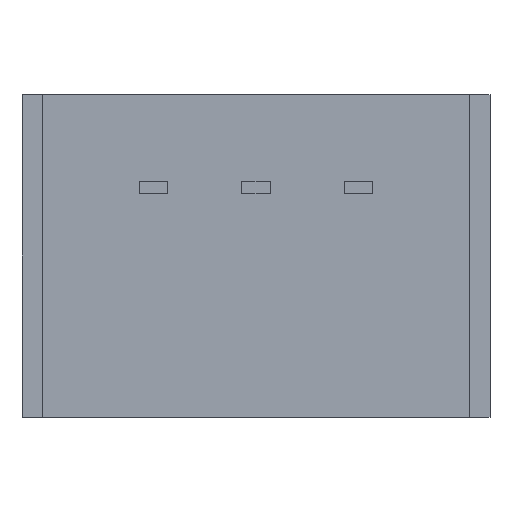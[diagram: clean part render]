
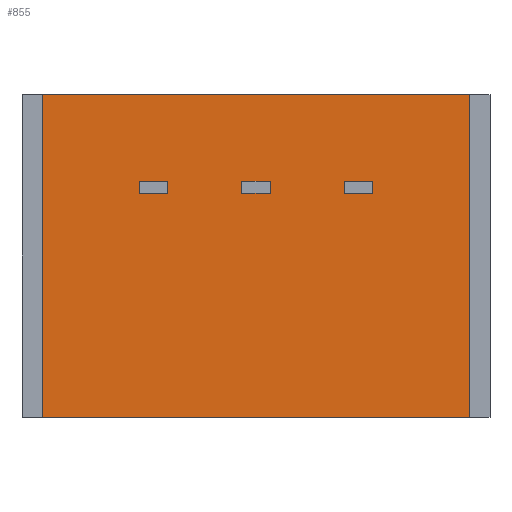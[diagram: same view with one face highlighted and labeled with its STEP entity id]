
A CAD part, front view. The second image highlights one B-rep face of the part: STEP entity #855.
In plain terms, the highlighted planar face has unit normal (0, -1, 0).
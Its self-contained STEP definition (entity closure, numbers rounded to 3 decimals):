
#192=DIRECTION('',(1.,0.,0.));
#193=VECTOR('',#192,10.6);
#194=CARTESIAN_POINT('',(-5.3,0.5,4.));
#195=LINE('',#194,#193);
#236=DIRECTION('',(0.,0.,1.));
#237=VECTOR('',#236,8.);
#238=CARTESIAN_POINT('',(5.3,0.5,-4.));
#239=LINE('',#238,#237);
#243=DIRECTION('',(0.,0.,-1.));
#244=VECTOR('',#243,8.);
#245=CARTESIAN_POINT('',(-5.3,0.5,4.));
#246=LINE('',#245,#244);
#250=DIRECTION('',(0.,0.,-1.));
#251=VECTOR('',#250,0.3);
#252=CARTESIAN_POINT('',(-2.89,0.5,1.85));
#253=LINE('',#252,#251);
#257=DIRECTION('',(1.,0.,0.));
#258=VECTOR('',#257,0.7);
#259=CARTESIAN_POINT('',(-2.89,0.5,1.55));
#260=LINE('',#259,#258);
#264=DIRECTION('',(0.,0.,1.));
#265=VECTOR('',#264,0.3);
#266=CARTESIAN_POINT('',(-2.19,0.5,1.55));
#267=LINE('',#266,#265);
#271=DIRECTION('',(-1.,0.,0.));
#272=VECTOR('',#271,0.7);
#273=CARTESIAN_POINT('',(-2.19,0.5,1.85));
#274=LINE('',#273,#272);
#278=DIRECTION('',(-1.,0.,0.));
#279=VECTOR('',#278,0.7);
#280=CARTESIAN_POINT('',(2.89,0.5,1.85));
#281=LINE('',#280,#279);
#285=DIRECTION('',(0.,0.,-1.));
#286=VECTOR('',#285,0.3);
#287=CARTESIAN_POINT('',(2.19,0.5,1.85));
#288=LINE('',#287,#286);
#292=DIRECTION('',(1.,0.,0.));
#293=VECTOR('',#292,0.7);
#294=CARTESIAN_POINT('',(2.19,0.5,1.55));
#295=LINE('',#294,#293);
#299=DIRECTION('',(0.,0.,1.));
#300=VECTOR('',#299,0.3);
#301=CARTESIAN_POINT('',(2.89,0.5,1.55));
#302=LINE('',#301,#300);
#306=DIRECTION('',(0.,0.,-1.));
#307=VECTOR('',#306,0.3);
#308=CARTESIAN_POINT('',(-0.35,0.5,1.85));
#309=LINE('',#308,#307);
#313=DIRECTION('',(1.,0.,0.));
#314=VECTOR('',#313,0.7);
#315=CARTESIAN_POINT('',(-0.35,0.5,1.55));
#316=LINE('',#315,#314);
#320=DIRECTION('',(0.,0.,1.));
#321=VECTOR('',#320,0.3);
#322=CARTESIAN_POINT('',(0.35,0.5,1.55));
#323=LINE('',#322,#321);
#327=DIRECTION('',(-1.,0.,0.));
#328=VECTOR('',#327,0.7);
#329=CARTESIAN_POINT('',(0.35,0.5,1.85));
#330=LINE('',#329,#328);
#334=DIRECTION('',(1.,0.,0.));
#335=VECTOR('',#334,10.6);
#336=CARTESIAN_POINT('',(-5.3,0.5,-4.));
#337=LINE('',#336,#335);
#626=CARTESIAN_POINT('',(-5.3,0.5,4.));
#627=CARTESIAN_POINT('',(5.3,0.5,4.));
#628=VERTEX_POINT('',#626);
#629=VERTEX_POINT('',#627);
#630=CARTESIAN_POINT('',(-5.3,0.5,-4.));
#631=CARTESIAN_POINT('',(5.3,0.5,-4.));
#632=VERTEX_POINT('',#630);
#633=VERTEX_POINT('',#631);
#642=CARTESIAN_POINT('',(-2.89,0.5,1.85));
#643=CARTESIAN_POINT('',(-2.89,0.5,1.55));
#644=VERTEX_POINT('',#642);
#645=VERTEX_POINT('',#643);
#646=CARTESIAN_POINT('',(-2.19,0.5,1.55));
#647=VERTEX_POINT('',#646);
#648=CARTESIAN_POINT('',(-2.19,0.5,1.85));
#649=VERTEX_POINT('',#648);
#658=CARTESIAN_POINT('',(2.89,0.5,1.85));
#659=CARTESIAN_POINT('',(2.19,0.5,1.85));
#660=VERTEX_POINT('',#658);
#661=VERTEX_POINT('',#659);
#662=CARTESIAN_POINT('',(2.19,0.5,1.55));
#663=VERTEX_POINT('',#662);
#664=CARTESIAN_POINT('',(2.89,0.5,1.55));
#665=VERTEX_POINT('',#664);
#674=CARTESIAN_POINT('',(-0.35,0.5,1.85));
#675=CARTESIAN_POINT('',(-0.35,0.5,1.55));
#676=VERTEX_POINT('',#674);
#677=VERTEX_POINT('',#675);
#678=CARTESIAN_POINT('',(0.35,0.5,1.55));
#679=VERTEX_POINT('',#678);
#680=CARTESIAN_POINT('',(0.35,0.5,1.85));
#681=VERTEX_POINT('',#680);
#812=CARTESIAN_POINT('',(0.,0.5,0.));
#813=DIRECTION('',(0.,-1.,0.));
#814=DIRECTION('',(1.,0.,0.));
#815=AXIS2_PLACEMENT_3D('',#812,#813,#814);
#816=PLANE('',#815);
#817=ORIENTED_EDGE('',*,*,#778,.T.);
#819=ORIENTED_EDGE('',*,*,#818,.F.);
#821=ORIENTED_EDGE('',*,*,#820,.F.);
#822=ORIENTED_EDGE('',*,*,#754,.F.);
#823=EDGE_LOOP('',(#817,#819,#821,#822));
#824=FACE_OUTER_BOUND('',#823,.F.);
#826=ORIENTED_EDGE('',*,*,#825,.T.);
#828=ORIENTED_EDGE('',*,*,#827,.T.);
#830=ORIENTED_EDGE('',*,*,#829,.T.);
#832=ORIENTED_EDGE('',*,*,#831,.T.);
#833=EDGE_LOOP('',(#826,#828,#830,#832));
#834=FACE_BOUND('',#833,.F.);
#836=ORIENTED_EDGE('',*,*,#835,.T.);
#838=ORIENTED_EDGE('',*,*,#837,.T.);
#840=ORIENTED_EDGE('',*,*,#839,.T.);
#842=ORIENTED_EDGE('',*,*,#841,.T.);
#843=EDGE_LOOP('',(#836,#838,#840,#842));
#844=FACE_BOUND('',#843,.F.);
#846=ORIENTED_EDGE('',*,*,#845,.T.);
#848=ORIENTED_EDGE('',*,*,#847,.T.);
#850=ORIENTED_EDGE('',*,*,#849,.T.);
#852=ORIENTED_EDGE('',*,*,#851,.T.);
#853=EDGE_LOOP('',(#846,#848,#850,#852));
#854=FACE_BOUND('',#853,.F.);
#754=EDGE_CURVE('',#628,#632,#246,.T.);
#778=EDGE_CURVE('',#628,#629,#195,.T.);
#818=EDGE_CURVE('',#633,#629,#239,.T.);
#820=EDGE_CURVE('',#632,#633,#337,.T.);
#825=EDGE_CURVE('',#644,#645,#253,.T.);
#827=EDGE_CURVE('',#645,#647,#260,.T.);
#829=EDGE_CURVE('',#647,#649,#267,.T.);
#831=EDGE_CURVE('',#649,#644,#274,.T.);
#835=EDGE_CURVE('',#660,#661,#281,.T.);
#837=EDGE_CURVE('',#661,#663,#288,.T.);
#839=EDGE_CURVE('',#663,#665,#295,.T.);
#841=EDGE_CURVE('',#665,#660,#302,.T.);
#845=EDGE_CURVE('',#676,#677,#309,.T.);
#847=EDGE_CURVE('',#677,#679,#316,.T.);
#849=EDGE_CURVE('',#679,#681,#323,.T.);
#851=EDGE_CURVE('',#681,#676,#330,.T.);
#855=ADVANCED_FACE('',(#824,#834,#844,#854),#816,.T.);
